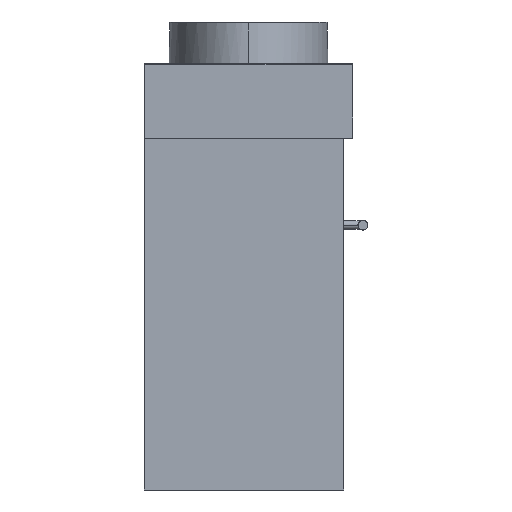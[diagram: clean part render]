
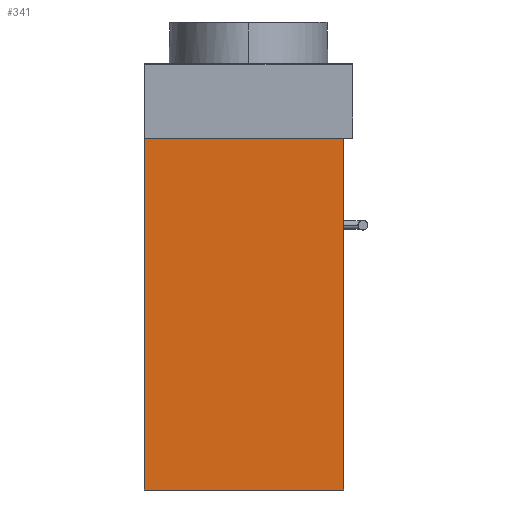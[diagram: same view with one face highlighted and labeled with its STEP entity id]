
A CAD part, left-side view. The second image highlights one B-rep face of the part: STEP entity #341.
In plain terms, the highlighted planar face has unit normal (-1, 0, 0).
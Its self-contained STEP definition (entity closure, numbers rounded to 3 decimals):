
#341=ADVANCED_FACE('',(#494),#2263,.T.);
#494=FACE_OUTER_BOUND('',#648,.T.);
#648=EDGE_LOOP('',(#904,#905,#906,#907));
#904=ORIENTED_EDGE('',*,*,#1500,.F.);
#905=ORIENTED_EDGE('',*,*,#1501,.F.);
#906=ORIENTED_EDGE('',*,*,#1497,.F.);
#907=ORIENTED_EDGE('',*,*,#1499,.F.);
#1497=EDGE_CURVE('',#2078,#2079,#1825,.T.);
#1499=EDGE_CURVE('',#2080,#2078,#1827,.T.);
#1500=EDGE_CURVE('',#2081,#2080,#1828,.T.);
#1501=EDGE_CURVE('',#2079,#2081,#1829,.T.);
#1825=B_SPLINE_CURVE_WITH_KNOTS('',1,(#2977,#2978),.UNSPECIFIED.,.F.,.F.,
(2,2),(0.,239.),.UNSPECIFIED.);
#1827=B_SPLINE_CURVE_WITH_KNOTS('',1,(#2981,#2982),.UNSPECIFIED.,.F.,.F.,
(2,2),(-420.,0.),.UNSPECIFIED.);
#1828=B_SPLINE_CURVE_WITH_KNOTS('',1,(#2983,#2984),.UNSPECIFIED.,.F.,.F.,
(2,2),(-239.,0.),.UNSPECIFIED.);
#1829=B_SPLINE_CURVE_WITH_KNOTS('',1,(#2985,#2986),.UNSPECIFIED.,.F.,.F.,
(2,2),(-420.,0.),.UNSPECIFIED.);
#2078=VERTEX_POINT('',#2963);
#2079=VERTEX_POINT('',#2964);
#2080=VERTEX_POINT('',#2965);
#2081=VERTEX_POINT('',#2966);
#2263=PLANE('',#2541);
#2541=AXIS2_PLACEMENT_3D('',#2955,#2661,$);
#2661=DIRECTION('',(-1.,0.,0.));
#2955=CARTESIAN_POINT('',(-444.,-252.,-23.9));
#2963=CARTESIAN_POINT('',(-444.,210.,0.));
#2964=CARTESIAN_POINT('',(-444.,210.,239.));
#2965=CARTESIAN_POINT('',(-444.,-210.,0.));
#2966=CARTESIAN_POINT('',(-444.,-210.,239.));
#2977=CARTESIAN_POINT('',(-444.,210.,0.));
#2978=CARTESIAN_POINT('',(-444.,210.,239.));
#2981=CARTESIAN_POINT('',(-444.,-210.,0.));
#2982=CARTESIAN_POINT('',(-444.,210.,0.));
#2983=CARTESIAN_POINT('',(-444.,-210.,239.));
#2984=CARTESIAN_POINT('',(-444.,-210.,0.));
#2985=CARTESIAN_POINT('',(-444.,210.,239.));
#2986=CARTESIAN_POINT('',(-444.,-210.,239.));
